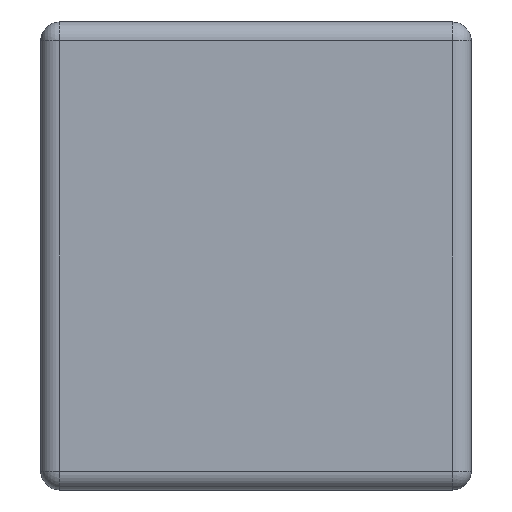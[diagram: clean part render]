
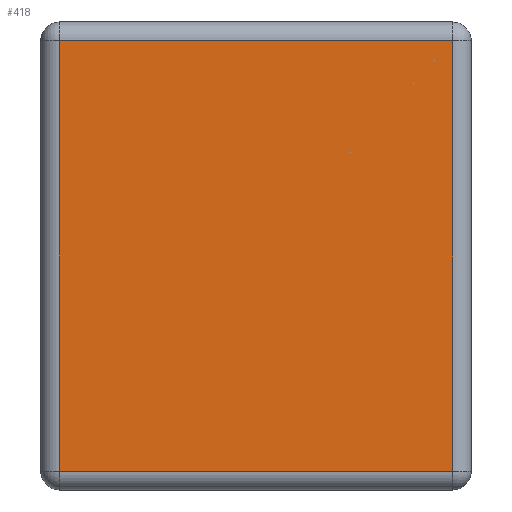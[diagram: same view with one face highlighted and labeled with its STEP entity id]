
A CAD part, left-side view. The second image highlights one B-rep face of the part: STEP entity #418.
In plain terms, the highlighted planar face has unit normal (-1, 0, 0).
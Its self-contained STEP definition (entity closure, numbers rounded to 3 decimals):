
#92 = VECTOR ( 'NONE', #1251, 1000. ) ;
#93 = DIRECTION ( 'NONE',  ( 0., 1., 0. ) ) ;
#94 = DIRECTION ( 'NONE',  ( 0., 0., -1. ) ) ;
#135 = EDGE_CURVE ( 'NONE', #312, #1168, #642, .T. ) ;
#146 = FACE_OUTER_BOUND ( 'NONE', #507, .T. ) ;
#193 = CARTESIAN_POINT ( 'NONE',  ( -1., 0.05, -0.625 ) ) ;
#194 = VECTOR ( 'NONE', #93, 1000. ) ;
#201 = ORIENTED_EDGE ( 'NONE', *, *, #736, .T. ) ;
#270 = LINE ( 'NONE', #990, #882 ) ;
#312 = VERTEX_POINT ( 'NONE', #689 ) ;
#333 = EDGE_CURVE ( 'NONE', #1168, #682, #601, .T. ) ;
#350 = EDGE_CURVE ( 'NONE', #958, #312, #270, .T. ) ;
#418 = ADVANCED_FACE ( 'NONE', ( #146 ), #1002, .F. ) ;
#505 = DIRECTION ( 'NONE',  ( 1., 0., 0. ) ) ;
#507 = EDGE_LOOP ( 'NONE', ( #931, #1149, #871, #201 ) ) ;
#574 = CARTESIAN_POINT ( 'NONE',  ( -1., 0.05, 0.575 ) ) ;
#582 = CARTESIAN_POINT ( 'NONE',  ( -1., 1.15, 0.575 ) ) ;
#601 = LINE ( 'NONE', #193, #1113 ) ;
#642 = LINE ( 'NONE', #1155, #92 ) ;
#682 = VERTEX_POINT ( 'NONE', #574 ) ;
#689 = CARTESIAN_POINT ( 'NONE',  ( -1., 1.1, -0.575 ) ) ;
#725 = LINE ( 'NONE', #582, #194 ) ;
#736 = EDGE_CURVE ( 'NONE', #682, #958, #725, .T. ) ;
#871 = ORIENTED_EDGE ( 'NONE', *, *, #333, .T. ) ;
#882 = VECTOR ( 'NONE', #94, 1000. ) ;
#914 = CARTESIAN_POINT ( 'NONE',  ( -1., 1.15, -0.625 ) ) ;
#931 = ORIENTED_EDGE ( 'NONE', *, *, #350, .T. ) ;
#958 = VERTEX_POINT ( 'NONE', #1243 ) ;
#990 = CARTESIAN_POINT ( 'NONE',  ( -1., 1.1, -0.625 ) ) ;
#1002 = PLANE ( 'NONE',  #1218 ) ;
#1113 = VECTOR ( 'NONE', #1198, 1000. ) ;
#1149 = ORIENTED_EDGE ( 'NONE', *, *, #135, .T. ) ;
#1155 = CARTESIAN_POINT ( 'NONE',  ( -1., 1.15, -0.575 ) ) ;
#1168 = VERTEX_POINT ( 'NONE', #1171 ) ;
#1171 = CARTESIAN_POINT ( 'NONE',  ( -1., 0.05, -0.575 ) ) ;
#1198 = DIRECTION ( 'NONE',  ( 0., 0., 1. ) ) ;
#1201 = DIRECTION ( 'NONE',  ( 0., 0., -1. ) ) ;
#1218 = AXIS2_PLACEMENT_3D ( 'NONE', #914, #505, #1201 ) ;
#1243 = CARTESIAN_POINT ( 'NONE',  ( -1., 1.1, 0.575 ) ) ;
#1251 = DIRECTION ( 'NONE',  ( 0., -1., 0. ) ) ;
